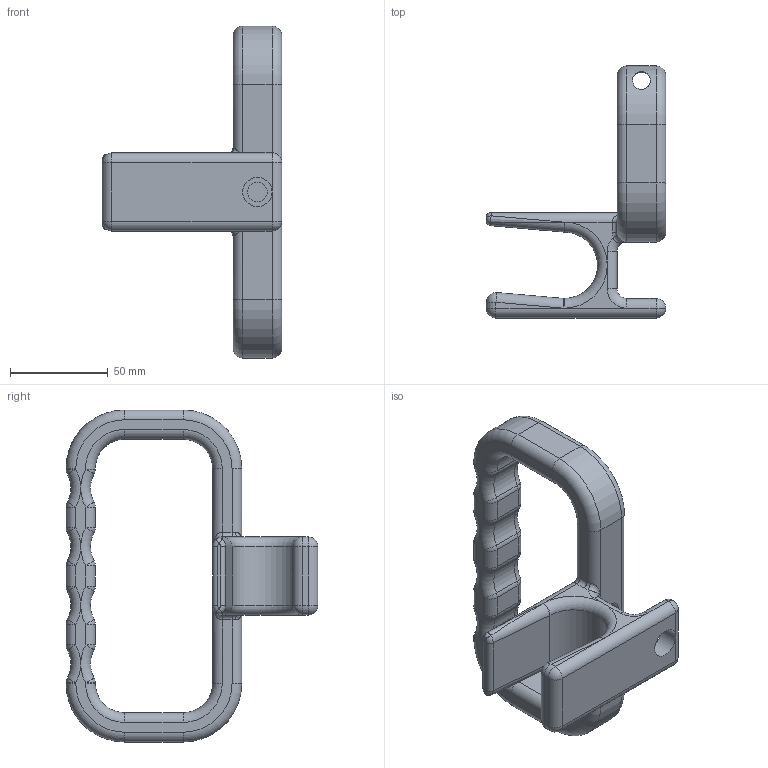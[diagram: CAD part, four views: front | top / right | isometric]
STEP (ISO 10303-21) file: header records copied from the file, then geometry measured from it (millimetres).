
FILE_DESCRIPTION(('STEP AP214'),'1');
FILE_NAME('Piece MP 1.stp','2021-03-31T14:39:50',(' '),(' '),'Spatial InterOp 3D',' ',' ');
FILE_SCHEMA(('AUTOMOTIVE_DESIGN { 1 0 10303 214 1 1 1 1 }'));
Length unit declared in the file: millimetre
Products named in the file (1): Piece MP 1
Bounding box: 92 x 129 x 170 mm (x, y, z)
Volume: 208736.1 mm3; surface area: 50778.8 mm2
Topology: 1 solids, 1 shells, 228 faces, 500 edges, 252 vertices
Faces by surface type: cylinder 94, sphere 42, torus 42, plane 38, bspline 12
Full cylindrical faces by diameter (mm): 9.1 x1, 10 x1, 15 x1
Entity records: 10115 total; most frequent: CARTESIAN_POINT 3290, DIRECTION 1189, ORIENTED_EDGE 956, AXIS2_PLACEMENT_3D 510, EDGE_CURVE 478, CIRCLE 281, VERTEX_POINT 251, EDGE_LOOP 235
